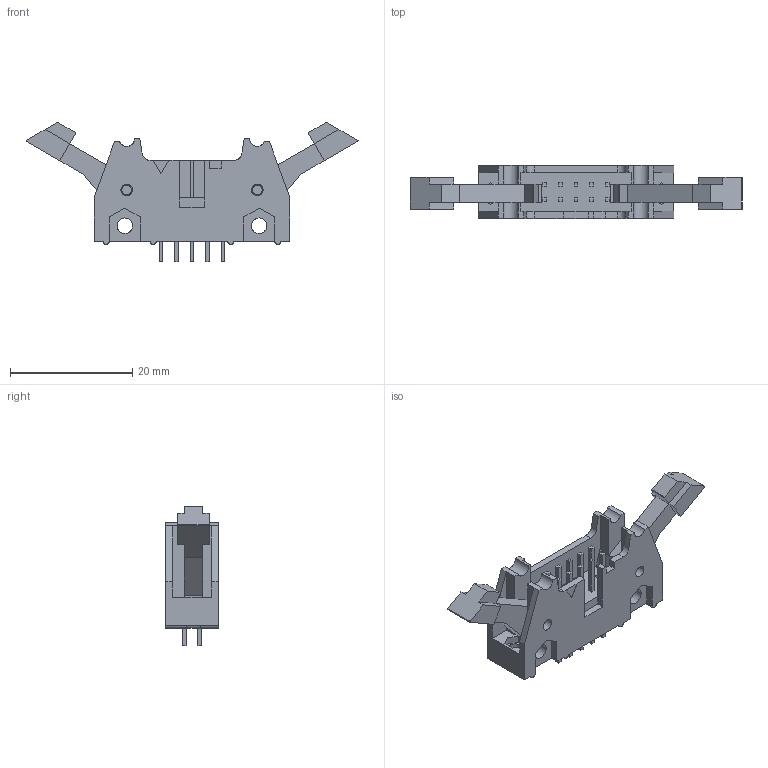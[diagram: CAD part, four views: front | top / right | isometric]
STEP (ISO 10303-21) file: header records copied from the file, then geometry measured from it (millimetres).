
FILE_DESCRIPTION(/* description */ (''),/* implementation_level */ '2;1');
FILE_NAME(/* name */ '3M_N3793-6302RB.stp',/* time_stamp */ '2015-12-16T15:05:41+01:00',/* author */ ('riccim'),/* organization */ (''),/* preprocessor_version */ 'ST-DEVELOPER v15.5',/* originating_system */ 'AutoCAD Mechanical',/* authorisation */ ', , ');
FILE_SCHEMA (('AUTOMOTIVE_DESIGN { 1 0 10303 214 3 1 1 }'));
Length unit declared in the file: millimetre
Products named in the file (1): Product
Bounding box: 54.26 x 8.64 x 22.8 mm (x, y, z)
Volume: 2729.6 mm3; surface area: 3564.7 mm2
Topology: 23 solids, 23 shells, 285 faces, 711 edges, 472 vertices
Faces by surface type: plane 251, cylinder 34
Full cylindrical faces by diameter (mm): 1.575 x2, 1.905 x2, 2.54 x4
Entity records: 9738 total; most frequent: CARTESIAN_POINT 3496, ORIENTED_EDGE 1406, DIRECTION 984, EDGE_CURVE 703, VERTEX_POINT 472, LINE 356, VECTOR 356, B_SPLINE_CURVE_WITH_KNOTS 319
